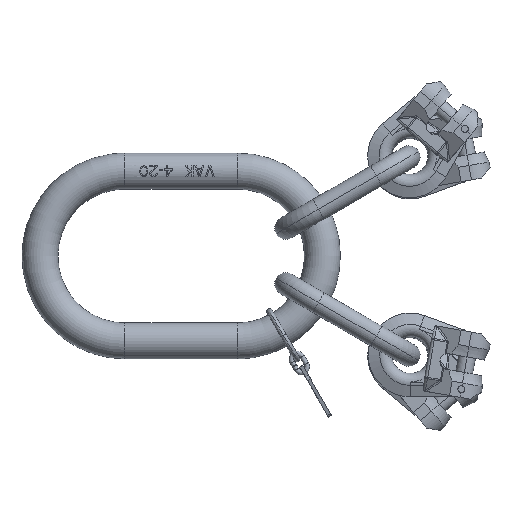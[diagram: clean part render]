
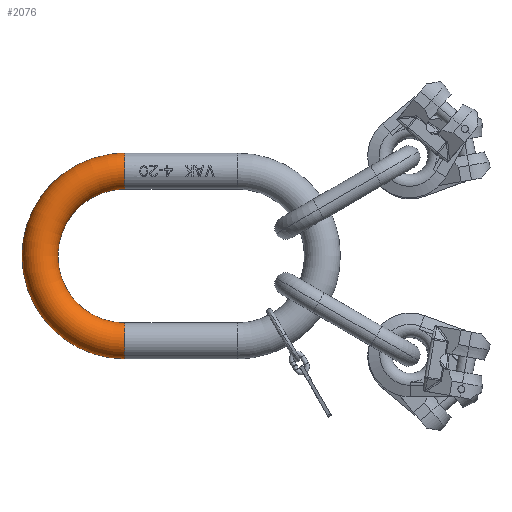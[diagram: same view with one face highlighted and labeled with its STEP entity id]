
A CAD part, top view. The second image highlights one B-rep face of the part: STEP entity #2076.
In plain terms, the highlighted toroidal (fillet/blend) face has major radius 120.5 mm and minor radius 25.5 mm.
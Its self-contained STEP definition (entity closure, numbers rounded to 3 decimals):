
#1=CARTESIAN_POINT('',(-160.,120.5,0.));
#2=DIRECTION('',(-1.,0.,0.));
#3=DIRECTION('',(0.,-1.,0.));
#4=AXIS2_PLACEMENT_3D('',#1,#2,#3);
#466=CARTESIAN_POINT('',(-160.,-120.5,0.));
#467=DIRECTION('',(1.,0.,0.));
#468=DIRECTION('',(0.,1.,0.));
#469=AXIS2_PLACEMENT_3D('',#466,#467,#468);
#471=CARTESIAN_POINT('',(-160.,-146.,0.));
#472=CARTESIAN_POINT('',(-168.047,-146.,0.));
#473=CARTESIAN_POINT('',(-184.141,-144.666,
0.));
#474=CARTESIAN_POINT('',(-207.623,-138.72,
0.));
#475=CARTESIAN_POINT('',(-229.806,-128.99,
0.));
#476=CARTESIAN_POINT('',(-250.085,-115.741,
0.));
#477=CARTESIAN_POINT('',(-267.906,-99.335,
0.));
#478=CARTESIAN_POINT('',(-282.785,-80.219,
0.));
#479=CARTESIAN_POINT('',(-294.314,-58.915,
0.));
#480=CARTESIAN_POINT('',(-302.179,-36.005,
0.));
#481=CARTESIAN_POINT('',(-306.166,-12.112,
0.));
#482=CARTESIAN_POINT('',(-306.166,12.112,
0.));
#483=CARTESIAN_POINT('',(-302.179,36.005,
0.));
#484=CARTESIAN_POINT('',(-294.314,58.915,
0.));
#485=CARTESIAN_POINT('',(-282.785,80.219,
0.));
#486=CARTESIAN_POINT('',(-267.906,99.335,
0.));
#487=CARTESIAN_POINT('',(-250.085,115.741,
0.));
#488=CARTESIAN_POINT('',(-229.806,128.99,
0.));
#489=CARTESIAN_POINT('',(-207.623,138.72,
0.));
#490=CARTESIAN_POINT('',(-184.141,144.666,
0.));
#491=CARTESIAN_POINT('',(-168.047,146.,0.));
#492=CARTESIAN_POINT('',(-160.,146.,0.));
#494=CARTESIAN_POINT('',(-160.,95.,0.));
#495=CARTESIAN_POINT('',(-165.527,95.,0.));
#496=CARTESIAN_POINT('',(-176.581,94.033,
0.));
#497=CARTESIAN_POINT('',(-192.657,89.725,
0.));
#498=CARTESIAN_POINT('',(-207.742,82.691,
0.));
#499=CARTESIAN_POINT('',(-221.376,73.145,
0.));
#500=CARTESIAN_POINT('',(-233.145,61.376,
0.));
#501=CARTESIAN_POINT('',(-242.691,47.742,0.));
#502=CARTESIAN_POINT('',(-249.725,32.657,0.));
#503=CARTESIAN_POINT('',(-254.033,16.581,0.));
#504=CARTESIAN_POINT('',(-255.484,0.,0.));
#505=CARTESIAN_POINT('',(-254.033,-16.581,0.));
#506=CARTESIAN_POINT('',(-249.725,-32.657,0.));
#507=CARTESIAN_POINT('',(-242.691,-47.742,0.));
#508=CARTESIAN_POINT('',(-233.145,-61.376,
0.));
#509=CARTESIAN_POINT('',(-221.376,-73.145,
0.));
#510=CARTESIAN_POINT('',(-207.742,-82.691,
0.));
#511=CARTESIAN_POINT('',(-192.657,-89.725,
0.));
#512=CARTESIAN_POINT('',(-176.581,-94.033,
0.));
#513=CARTESIAN_POINT('',(-165.527,-95.,0.));
#514=CARTESIAN_POINT('',(-160.,-95.,0.));
#1569=VERTEX_POINT('',#471);
#1570=VERTEX_POINT('',#492);
#1571=VERTEX_POINT('',#494);
#1572=VERTEX_POINT('',#514);
#2062=CARTESIAN_POINT('',(-160.,0.,0.));
#2063=DIRECTION('',(0.,0.,-1.));
#2064=DIRECTION('',(0.,1.,0.));
#2065=AXIS2_PLACEMENT_3D('',#2062,#2063,#2064);
#2066=TOROIDAL_SURFACE('',#2065,120.5,25.5);
#2068=ORIENTED_EDGE('',*,*,#2067,.T.);
#2070=ORIENTED_EDGE('',*,*,#2069,.T.);
#2071=ORIENTED_EDGE('',*,*,#1842,.F.);
#2073=ORIENTED_EDGE('',*,*,#2072,.T.);
#2074=EDGE_LOOP('',(#2068,#2070,#2071,#2073));
#2075=FACE_OUTER_BOUND('',#2074,.F.);
#2076=ADVANCED_FACE('',(#2075),#2066,.T.);
#5=CIRCLE('',#4,25.5);
#470=CIRCLE('',#469,25.5);
#493=B_SPLINE_CURVE_WITH_KNOTS('',3,(#471,#472,#473,#474,#475,#476,#477,#478,
#479,#480,#481,#482,#483,#484,#485,#486,#487,#488,#489,#490,#491,#492),
.UNSPECIFIED.,.F.,.F.,(4,1,1,1,1,1,1,1,1,1,1,1,1,1,1,1,1,1,1,4),(0.,
0.053,0.105,0.158,0.211,
0.263,0.316,0.368,0.421,
0.474,0.526,0.579,0.632,
0.684,0.737,0.789,0.842,
0.895,0.947,1.),.UNSPECIFIED.);
#515=B_SPLINE_CURVE_WITH_KNOTS('',3,(#494,#495,#496,#497,#498,#499,#500,#501,
#502,#503,#504,#505,#506,#507,#508,#509,#510,#511,#512,#513,#514),.UNSPECIFIED.,
.F.,.F.,(4,1,1,1,1,1,1,1,1,1,1,1,1,1,1,1,1,1,4),(0.,0.056,
0.111,0.167,0.222,0.278,
0.333,0.389,0.444,0.5,0.556,
0.611,0.667,0.722,0.778,
0.833,0.889,0.944,1.),.UNSPECIFIED.);
#1842=EDGE_CURVE('',#1571,#1570,#5,.T.);
#2067=EDGE_CURVE('',#1572,#1569,#470,.T.);
#2069=EDGE_CURVE('',#1569,#1570,#493,.T.);
#2072=EDGE_CURVE('',#1571,#1572,#515,.T.);
